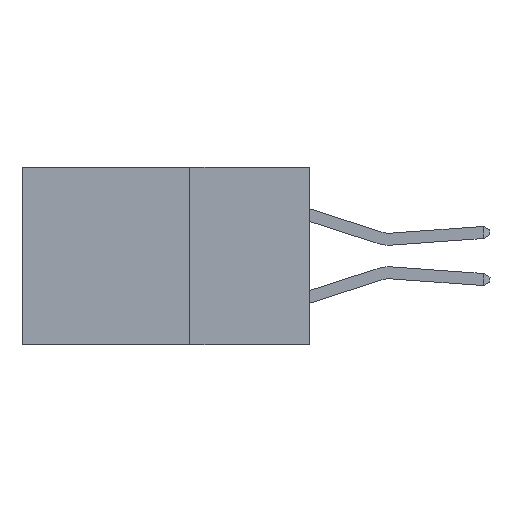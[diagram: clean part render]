
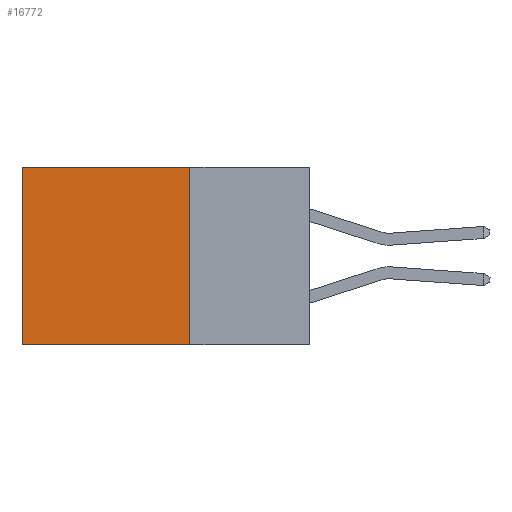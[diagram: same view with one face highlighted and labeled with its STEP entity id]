
A CAD part, left-side view. The second image highlights one B-rep face of the part: STEP entity #16772.
In plain terms, the highlighted planar face has unit normal (-1, 0, 0).
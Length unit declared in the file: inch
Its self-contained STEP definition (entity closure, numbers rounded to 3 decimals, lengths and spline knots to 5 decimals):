
#986 = CARTESIAN_POINT ( 'NONE',  ( 0.298, 0.25, 0. ) ) ;
#2734 = CARTESIAN_POINT ( 'NONE',  ( 0.298, 0.25, -0.37 ) ) ;
#2972 = EDGE_LOOP ( 'NONE', ( #8475, #10825, #32260, #6233 ) ) ;
#3297 = VECTOR ( 'NONE', #25441, 39.37008 ) ;
#3997 = CARTESIAN_POINT ( 'NONE',  ( 0.298, 0.25, -0.37 ) ) ;
#6233 = ORIENTED_EDGE ( 'NONE', *, *, #16605, .T. ) ;
#8475 = ORIENTED_EDGE ( 'NONE', *, *, #19856, .T. ) ;
#9141 = DIRECTION ( 'NONE',  ( 0., 1., 0. ) ) ;
#9970 = LINE ( 'NONE', #27821, #3297 ) ;
#10724 = PLANE ( 'NONE',  #16924 ) ;
#10804 = FACE_OUTER_BOUND ( 'NONE', #2972, .T. ) ;
#10825 = ORIENTED_EDGE ( 'NONE', *, *, #20335, .F. ) ;
#11201 = VECTOR ( 'NONE', #15228, 39.37008 ) ;
#12578 = VERTEX_POINT ( 'NONE', #26914 ) ;
#14914 = CARTESIAN_POINT ( 'NONE',  ( 0.298, 0.6, -0.37 ) ) ;
#15228 = DIRECTION ( 'NONE',  ( 0., 1., 0. ) ) ;
#15673 = DIRECTION ( 'NONE',  ( 0., 0., -1. ) ) ;
#15887 = CARTESIAN_POINT ( 'NONE',  ( 0.298, 0.25, 0. ) ) ;
#16220 = VERTEX_POINT ( 'NONE', #986 ) ;
#16605 = EDGE_CURVE ( 'NONE', #16220, #12578, #25031, .T. ) ;
#16638 = VERTEX_POINT ( 'NONE', #2734 ) ;
#16772 = ADVANCED_FACE ( 'NONE', ( #10804 ), #10724, .F. ) ;
#16924 = AXIS2_PLACEMENT_3D ( 'NONE', #15887, #21083, #15673 ) ;
#17274 = CARTESIAN_POINT ( 'NONE',  ( 0.298, 0.6, 0. ) ) ;
#19662 = VECTOR ( 'NONE', #24660, 39.37008 ) ;
#19856 = EDGE_CURVE ( 'NONE', #12578, #31314, #20462, .T. ) ;
#20335 = EDGE_CURVE ( 'NONE', #16638, #31314, #27094, .T. ) ;
#20462 = LINE ( 'NONE', #17274, #19662 ) ;
#21083 = DIRECTION ( 'NONE',  ( 1., 0., 0. ) ) ;
#21410 = EDGE_CURVE ( 'NONE', #16220, #16638, #9970, .T. ) ;
#24660 = DIRECTION ( 'NONE',  ( 0., 0., -1. ) ) ;
#25031 = LINE ( 'NONE', #30188, #11201 ) ;
#25441 = DIRECTION ( 'NONE',  ( 0., 0., -1. ) ) ;
#26914 = CARTESIAN_POINT ( 'NONE',  ( 0.298, 0.6, 0. ) ) ;
#27094 = LINE ( 'NONE', #3997, #30612 ) ;
#27821 = CARTESIAN_POINT ( 'NONE',  ( 0.298, 0.25, 0. ) ) ;
#30188 = CARTESIAN_POINT ( 'NONE',  ( 0.298, 0.25, 0. ) ) ;
#30612 = VECTOR ( 'NONE', #9141, 39.37008 ) ;
#31314 = VERTEX_POINT ( 'NONE', #14914 ) ;
#32260 = ORIENTED_EDGE ( 'NONE', *, *, #21410, .F. ) ;
